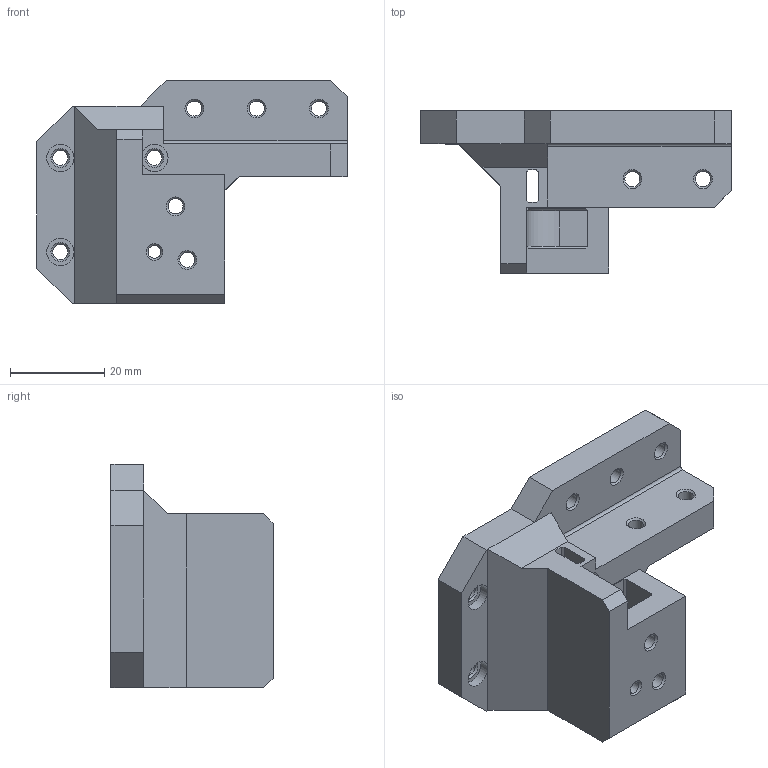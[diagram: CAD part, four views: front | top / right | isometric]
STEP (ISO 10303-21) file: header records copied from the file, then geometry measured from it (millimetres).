
FILE_DESCRIPTION(/* description */ (''),/* implementation_level */ '2;1');
FILE_NAME(/* name */ 'LeftXZCarriage v33.step',/* time_stamp */ '2025-04-20T18:25:32+10:00',/* author */ (''),/* organization */ (''),/* preprocessor_version */ 'ST-DEVELOPER v20.1',/* originating_system */ 'Autodesk Translation Framework v14.4.0.0',/* authorisation */ '');
FILE_SCHEMA (('AUTOMOTIVE_DESIGN { 1 0 10303 214 3 1 1 }'));
Length unit declared in the file: millimetre
Products named in the file (2): LeftXZCarriage; CoreBlock v3
Assembly tree (1 placements, depth 2):
  LeftXZCarriage
    CoreBlock v3
Bounding box: 66 x 34.5 x 47.5 mm (x, y, z)
Volume: 34330.5 mm3; surface area: 13092.2 mm2
Topology: 1 solids, 1 shells, 300 faces, 788 edges, 490 vertices
Faces by surface type: plane 226, cone 38, cylinder 36
Full cylindrical faces by diameter (mm): 2.7 x1, 3.2 x15, 5.8 x7
Entity records: 9228 total; most frequent: CARTESIAN_POINT 1623, ORIENTED_EDGE 1576, DIRECTION 1559, EDGE_CURVE 788, LINE 601, VECTOR 601, VERTEX_POINT 490, AXIS2_PLACEMENT_3D 479
